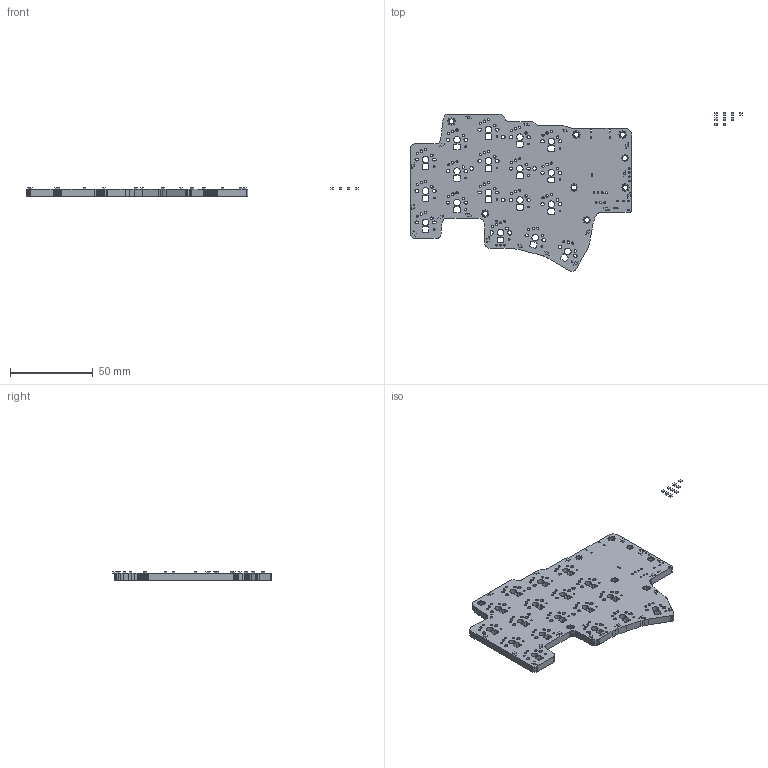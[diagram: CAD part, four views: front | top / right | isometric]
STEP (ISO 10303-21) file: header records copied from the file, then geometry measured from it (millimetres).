
FILE_DESCRIPTION(('KiCad electronic assembly'),'2;1');
FILE_NAME('dilemma.step','2022-09-18T17:30:08',('Pcbnew'),('Kicad'), 'Open CASCADE STEP processor 7.5','KiCad to STEP converter','Unknown' );
FILE_SCHEMA(('AUTOMOTIVE_DESIGN { 1 0 10303 214 1 1 1 1 }'));
Length unit declared in the file: millimetre
Products named in the file (4): dilemma 1; SK6805-EC15 v2; SOLID; dilemma PCB
Assembly tree (29 placements, depth 3):
  dilemma 1
    SK6805-EC15 v2  x27
      SOLID
    dilemma PCB
Bounding box: 200.65 x 95.95 x 5.28 mm (x, y, z)
Volume: 35780 mm3; surface area: 24813.8 mm2
Topology: 28 solids, 28 shells, 841 faces, 2355 edges, 1570 vertices
Faces by surface type: cylinder 442, plane 237, bspline 162
Full cylindrical faces by diameter (mm): 0.3 x36, 0.5 x64, 0.6 x2, 0.991 x18, 1 x16, 1.27 x36, 1.499 x36, 2.2 x4, 3 x8, 3.988 x18
Entity records: 51276 total; most frequent: CARTESIAN_POINT 8412, DIRECTION 8243, LINE 4173, VECTOR 4173, ORIENTED_EDGE 4086, PCURVE 4086, DEFINITIONAL_REPRESENTATION 4086, EDGE_CURVE 2043
